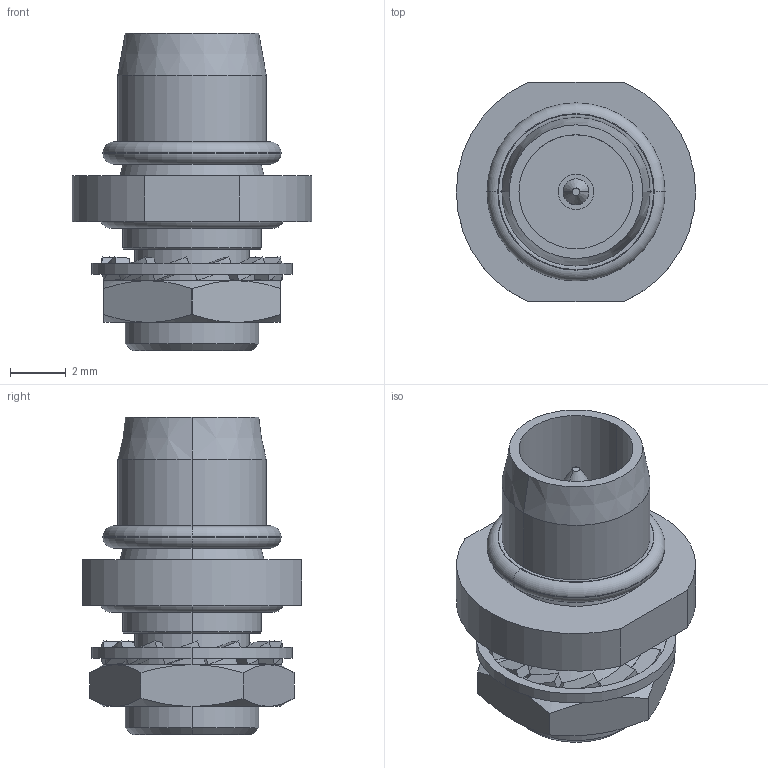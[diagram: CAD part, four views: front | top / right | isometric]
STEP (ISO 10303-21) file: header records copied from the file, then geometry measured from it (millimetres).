
FILE_DESCRIPTION (( 'STEP AP203' ), '1' );
FILE_NAME ('R191.811.100 B.STEP', '2011-03-10T13:00:03', ( 'RADIALL' ), ( 'RADIALL' ), 'SwSTEP 2.0', 'SolidWorks 2008', '' );
FILE_SCHEMA (( 'CONFIG_CONTROL_DESIGN' ));
Length unit declared in the file: millimetre
Products named in the file (1): R191.811.100 B
Bounding box: 8.6 x 7.9 x 11.4 mm (x, y, z)
Volume: 253.4 mm3; surface area: 606.7 mm2
Topology: 2 solids, 3 shells, 236 faces, 586 edges, 370 vertices
Faces by surface type: cylinder 100, plane 80, cone 34, torus 22
Entity records: 7182 total; most frequent: CARTESIAN_POINT 1612, DIRECTION 1176, ORIENTED_EDGE 1172, EDGE_CURVE 586, AXIS2_PLACEMENT_3D 482, VERTEX_POINT 370, EDGE_LOOP 254, CIRCLE 245
